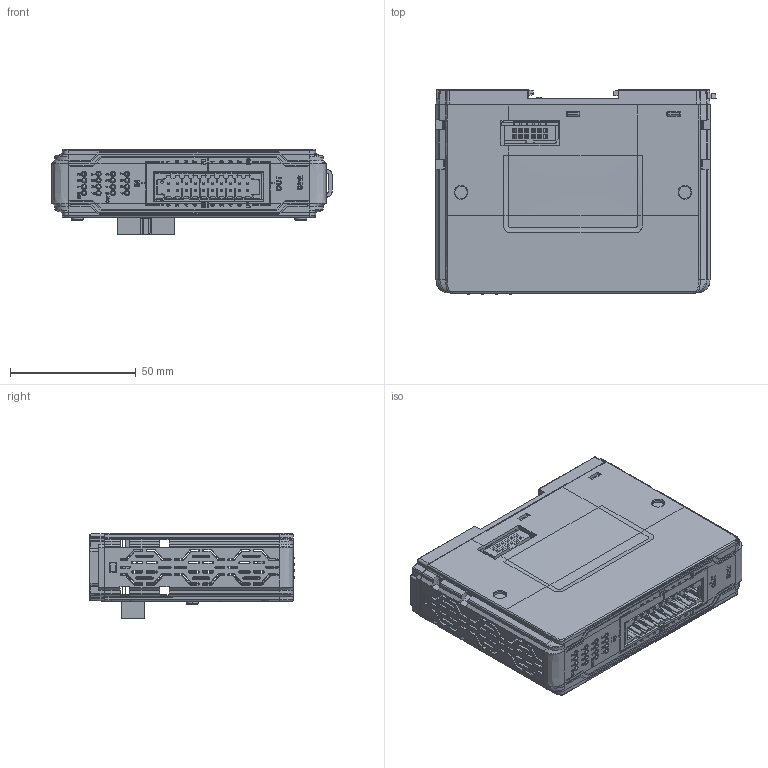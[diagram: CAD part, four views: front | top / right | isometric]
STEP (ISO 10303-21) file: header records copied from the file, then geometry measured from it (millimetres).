
FILE_DESCRIPTION (( 'STEP AP203' ), '1' );
FILE_NAME ('iR-DM16-N.STEP', '2018-03-27T04:10:06', ( '' ), ( '' ), 'SwSTEP 2.0', 'SolidWorks 2011', '' );
FILE_SCHEMA (( 'CONFIG_CONTROL_DESIGN' ));
Products named in the file (1): iR-DM16-N
Bounding box: 111.4 x 81.42 x 33.96 mm (x, y, z)
Surface area: 65595.4 mm2 (no closed solid volume)
Topology: 0 solids, 69 shells, 2312 faces, 9162 edges, 6812 vertices
Faces by surface type: plane 1498, cone 440, cylinder 230, bspline 110, torus 34
Entity records: 105548 total; most frequent: CARTESIAN_POINT 33216, ORIENTED_EDGE 14474, DIRECTION 13410, EDGE_CURVE 9148, VERTEX_POINT 6812, VECTOR 6206, LINE 6206, AXIS2_PLACEMENT_3D 3602
